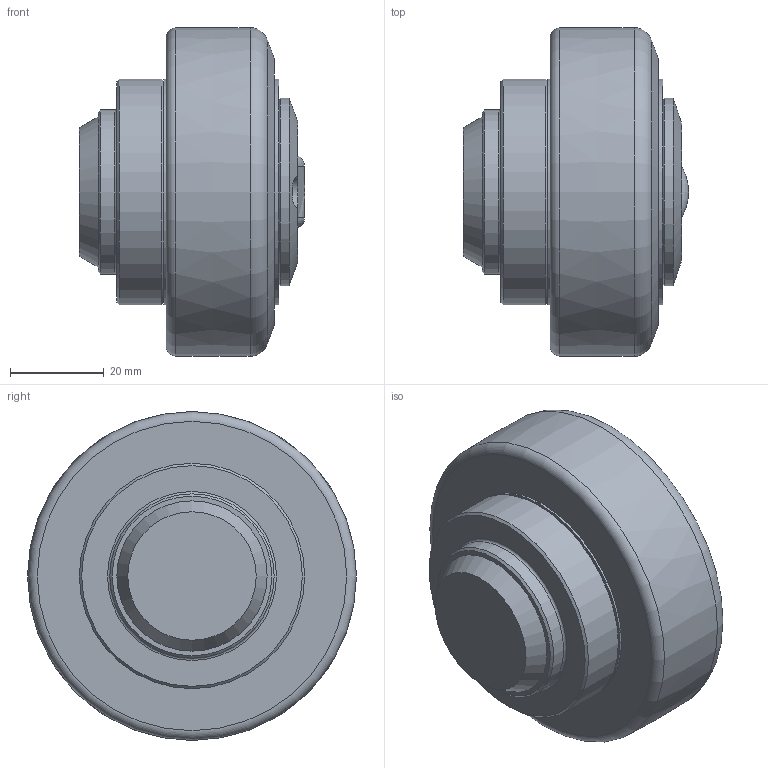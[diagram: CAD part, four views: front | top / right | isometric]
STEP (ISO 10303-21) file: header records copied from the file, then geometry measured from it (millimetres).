
FILE_DESCRIPTION(/* description */ ('-','CAx-IF Rec.Pracs.---Representation and Presentation of Product Manufacturing Information (PMI)---4.0---2014-10-13'),/* implementation_level */ '2;1');
FILE_NAME(/* name */ 'a027bc94-a406-4ac3-95ef-0dceb1fe90c0.stp',/* time_stamp */ '2020-04-01T16:28:30+02:00',/* author */ ('-'),/* organization */ ('NTI CADcenter A/S'),/* preprocessor_version */ 'ST-DEVELOPER v18',/* originating_system */ 'Autodesk Inventor 2020',/* authorisation */ '-');
FILE_SCHEMA (('AP242_MANAGED_MODEL_BASED_3D_ENGINEERING_MIM_LF { 1 0 10303 442 1 1 4 }'));
Length unit declared in the file: millimetre
Products named in the file (1): TR 070.0300_Kontur
Bounding box: 48 x 70.09 x 70.1 mm (x, y, z)
Volume: 117735.4 mm3; surface area: 16665.9 mm2
Topology: 1 solids, 1 shells, 100 faces, 283 edges, 193 vertices
Faces by surface type: plane 40, cylinder 34, cone 13, torus 9, bspline 4
Full cylindrical faces by diameter (mm): 3 x2, 3.5 x2, 6 x2, 6.5 x2, 35 x2, 35.2 x1, 40 x1, 48 x3
Entity records: 3609 total; most frequent: CARTESIAN_POINT 887, DIRECTION 574, ORIENTED_EDGE 566, EDGE_CURVE 283, AXIS2_PLACEMENT_3D 226, VERTEX_POINT 193, CIRCLE 129, LINE 122
